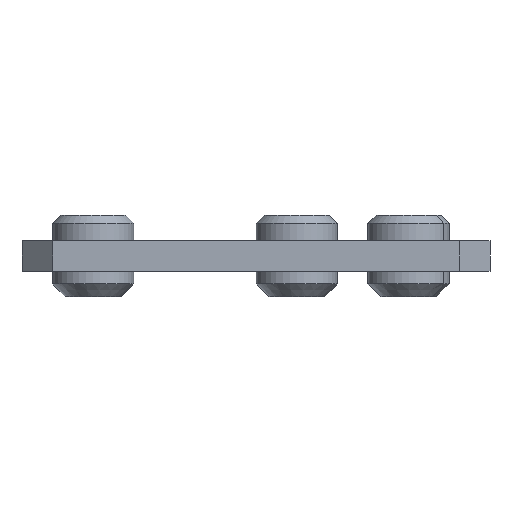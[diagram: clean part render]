
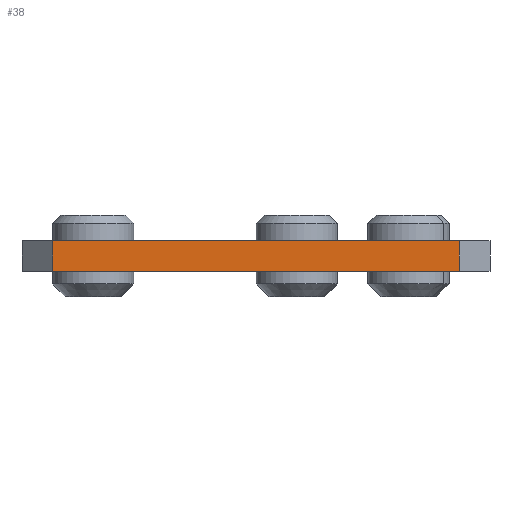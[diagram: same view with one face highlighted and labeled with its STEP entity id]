
A CAD part, left-side view. The second image highlights one B-rep face of the part: STEP entity #38.
In plain terms, the highlighted planar face has unit normal (-1, 0, 0).
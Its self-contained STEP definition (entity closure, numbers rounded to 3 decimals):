
#38 = ADVANCED_FACE ( 'NONE', ( #637 ), #758, .F. ) ;
#185 = EDGE_CURVE ( 'NONE', #439, #446, #1458, .T. ) ;
#188 = EDGE_CURVE ( 'NONE', #446, #568, #1463, .T. ) ;
#275 = EDGE_CURVE ( 'NONE', #658, #439, #1665, .T. ) ;
#280 = EDGE_CURVE ( 'NONE', #658, #568, #1646, .T. ) ;
#301 = AXIS2_PLACEMENT_3D ( 'NONE', #768, #704, #771 ) ;
#352 = ORIENTED_EDGE ( 'NONE', *, *, #280, .F. ) ;
#400 = ORIENTED_EDGE ( 'NONE', *, *, #188, .T. ) ;
#435 = EDGE_LOOP ( 'NONE', ( #577, #400, #352, #443 ) ) ;
#439 = VERTEX_POINT ( 'NONE', #1153 ) ;
#443 = ORIENTED_EDGE ( 'NONE', *, *, #275, .T. ) ;
#446 = VERTEX_POINT ( 'NONE', #1157 ) ;
#568 = VERTEX_POINT ( 'NONE', #1181 ) ;
#577 = ORIENTED_EDGE ( 'NONE', *, *, #185, .T. ) ;
#637 = FACE_OUTER_BOUND ( 'NONE', #435, .T. ) ;
#658 = VERTEX_POINT ( 'NONE', #1191 ) ;
#704 = DIRECTION ( 'NONE',  ( 1., 0., 0. ) ) ;
#758 = PLANE ( 'NONE',  #301 ) ;
#768 = CARTESIAN_POINT ( 'NONE',  ( 0., 0., 1.5 ) ) ;
#771 = DIRECTION ( 'NONE',  ( 0., 0., -1. ) ) ;
#803 = CARTESIAN_POINT ( 'NONE',  ( 0., 0., -1.5 ) ) ;
#810 = CARTESIAN_POINT ( 'NONE',  ( 0., 3., 1.5 ) ) ;
#814 = DIRECTION ( 'NONE',  ( 0., 0., 1. ) ) ;
#846 = DIRECTION ( 'NONE',  ( 0., -1., 0. ) ) ;
#1093 = CARTESIAN_POINT ( 'NONE',  ( 0., 43., 1.5 ) ) ;
#1094 = DIRECTION ( 'NONE',  ( 0., 0., -1. ) ) ;
#1114 = CARTESIAN_POINT ( 'NONE',  ( 0., 0., 1.5 ) ) ;
#1115 = DIRECTION ( 'NONE',  ( 0., -1., 0. ) ) ;
#1153 = CARTESIAN_POINT ( 'NONE',  ( 0., 43., -1.5 ) ) ;
#1157 = CARTESIAN_POINT ( 'NONE',  ( 0., 3., -1.5 ) ) ;
#1181 = CARTESIAN_POINT ( 'NONE',  ( 0., 3., 1.5 ) ) ;
#1191 = CARTESIAN_POINT ( 'NONE',  ( 0., 43., 1.5 ) ) ;
#1436 = VECTOR ( 'NONE', #846, 1000. ) ;
#1458 = LINE ( 'NONE', #803, #1436 ) ;
#1462 = VECTOR ( 'NONE', #814, 1000. ) ;
#1463 = LINE ( 'NONE', #810, #1462 ) ;
#1630 = VECTOR ( 'NONE', #1115, 1000. ) ;
#1640 = VECTOR ( 'NONE', #1094, 1000. ) ;
#1646 = LINE ( 'NONE', #1114, #1630 ) ;
#1665 = LINE ( 'NONE', #1093, #1640 ) ;
